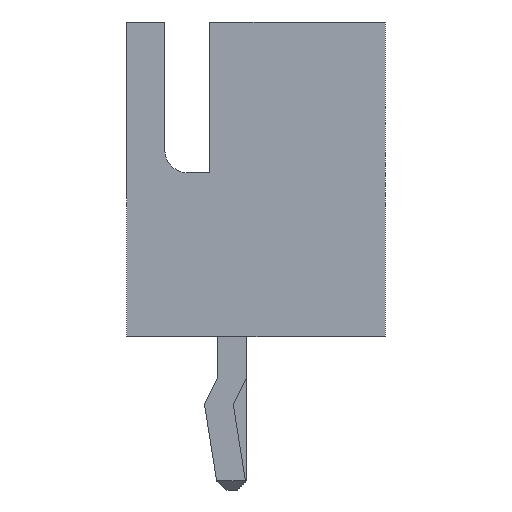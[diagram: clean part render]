
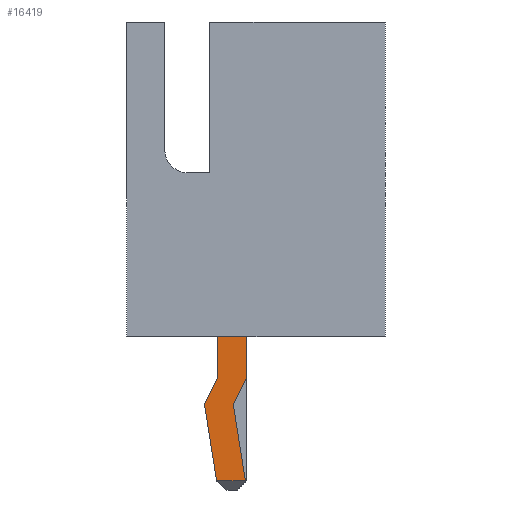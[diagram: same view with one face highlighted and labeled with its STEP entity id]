
A CAD part, left-side view. The second image highlights one B-rep face of the part: STEP entity #16419.
In plain terms, the highlighted planar face has unit normal (-1, 0, 0).
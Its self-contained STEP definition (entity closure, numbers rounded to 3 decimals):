
#5441 = PLANE('',#5442);
#5442 = AXIS2_PLACEMENT_3D('',#5443,#5444,#5445);
#5443 = CARTESIAN_POINT('',(0.75,0.5,0.3));
#5444 = DIRECTION('',(0.,0.,1.));
#5445 = DIRECTION('',(0.,-1.,0.));
#11286 = VERTEX_POINT('',#11287);
#11287 = CARTESIAN_POINT('',(-0.32,-0.32,0.3));
#11300 = PLANE('',#11301);
#11301 = AXIS2_PLACEMENT_3D('',#11302,#11303,#11304);
#11302 = CARTESIAN_POINT('',(0.32,-0.32,-0.9));
#11303 = DIRECTION('',(0.,1.,0.));
#11304 = DIRECTION('',(0.,0.,1.));
#11311 = EDGE_CURVE('',#11286,#11312,#11314,.T.);
#11312 = VERTEX_POINT('',#11313);
#11313 = CARTESIAN_POINT('',(-0.32,0.32,0.3));
#11314 = SURFACE_CURVE('',#11315,(#11319,#11325),.PCURVE_S1.);
#11315 = LINE('',#11316,#11317);
#11316 = CARTESIAN_POINT('',(-0.32,0.41,0.3));
#11317 = VECTOR('',#11318,1.);
#11318 = DIRECTION('',(0.,1.,0.));
#11319 = PCURVE('',#5441,#11320);
#11320 = DEFINITIONAL_REPRESENTATION('',(#11321),#11324);
#11321 = B_SPLINE_CURVE_WITH_KNOTS('',1,(#11322,#11323),.UNSPECIFIED.,
.F.,.F.,(2,2),(-0.824,0.19),.PIECEWISE_BEZIER_KNOTS.);
#11322 = CARTESIAN_POINT('',(0.914,-1.07));
#11323 = CARTESIAN_POINT('',(-0.1,-1.07));
#11324 = ( GEOMETRIC_REPRESENTATION_CONTEXT(2)
PARAMETRIC_REPRESENTATION_CONTEXT() REPRESENTATION_CONTEXT('2D SPACE',''
) );
#11325 = PCURVE('',#11326,#11331);
#11326 = PLANE('',#11327);
#11327 = AXIS2_PLACEMENT_3D('',#11328,#11329,#11330);
#11328 = CARTESIAN_POINT('',(-0.32,0.32,-3.4));
#11329 = DIRECTION('',(1.,0.,0.));
#11330 = DIRECTION('',(0.,0.,-1.));
#11331 = DEFINITIONAL_REPRESENTATION('',(#11332),#11335);
#11332 = B_SPLINE_CURVE_WITH_KNOTS('',1,(#11333,#11334),.UNSPECIFIED.,
.F.,.F.,(2,2),(-0.824,0.19),.PIECEWISE_BEZIER_KNOTS.);
#11333 = CARTESIAN_POINT('',(-3.7,-0.734));
#11334 = CARTESIAN_POINT('',(-3.7,0.28));
#11335 = ( GEOMETRIC_REPRESENTATION_CONTEXT(2)
PARAMETRIC_REPRESENTATION_CONTEXT() REPRESENTATION_CONTEXT('2D SPACE',''
) );
#11350 = PLANE('',#11351);
#11351 = AXIS2_PLACEMENT_3D('',#11352,#11353,#11354);
#11352 = CARTESIAN_POINT('',(0.32,0.32,6.5));
#11353 = DIRECTION('',(0.,-1.,0.));
#11354 = DIRECTION('',(0.,0.,-1.));
#16204 = PLANE('',#16205);
#16205 = AXIS2_PLACEMENT_3D('',#16206,#16207,#16208);
#16206 = CARTESIAN_POINT('',(0.32,-0.32,-3.4));
#16207 = DIRECTION('',(0.,0.988,
-0.156));
#16208 = DIRECTION('',(0.,0.156,0.988
));
#16260 = PLANE('',#16261);
#16261 = AXIS2_PLACEMENT_3D('',#16262,#16263,#16264);
#16262 = CARTESIAN_POINT('',(0.32,0.62,-1.5));
#16263 = DIRECTION('',(0.,-0.988,
0.156));
#16264 = DIRECTION('',(0.,-0.156,
-0.988));
#16288 = PLANE('',#16289);
#16289 = AXIS2_PLACEMENT_3D('',#16290,#16291,#16292);
#16290 = CARTESIAN_POINT('',(0.32,0.32,-0.9));
#16291 = DIRECTION('',(0.,-0.894,-0.447)
);
#16292 = DIRECTION('',(0.,0.447,-0.894));
#16359 = PLANE('',#16360);
#16360 = AXIS2_PLACEMENT_3D('',#16361,#16362,#16363);
#16361 = CARTESIAN_POINT('',(0.32,-0.02,-1.5));
#16362 = DIRECTION('',(0.,0.894,0.447));
#16363 = DIRECTION('',(0.,-0.447,0.894));
#16376 = EDGE_CURVE('',#11312,#16377,#16379,.T.);
#16377 = VERTEX_POINT('',#16378);
#16378 = CARTESIAN_POINT('',(-0.32,0.32,-0.9));
#16379 = SURFACE_CURVE('',#16380,(#16384,#16391),.PCURVE_S1.);
#16380 = LINE('',#16381,#16382);
#16381 = CARTESIAN_POINT('',(-0.32,0.32,6.5));
#16382 = VECTOR('',#16383,1.);
#16383 = DIRECTION('',(0.,0.,-1.));
#16384 = PCURVE('',#11350,#16385);
#16385 = DEFINITIONAL_REPRESENTATION('',(#16386),#16390);
#16386 = LINE('',#16387,#16388);
#16387 = CARTESIAN_POINT('',(0.,-0.64));
#16388 = VECTOR('',#16389,1.);
#16389 = DIRECTION('',(1.,0.));
#16390 = ( GEOMETRIC_REPRESENTATION_CONTEXT(2)
PARAMETRIC_REPRESENTATION_CONTEXT() REPRESENTATION_CONTEXT('2D SPACE',''
) );
#16391 = PCURVE('',#11326,#16392);
#16392 = DEFINITIONAL_REPRESENTATION('',(#16393),#16397);
#16393 = LINE('',#16394,#16395);
#16394 = CARTESIAN_POINT('',(-9.9,0.));
#16395 = VECTOR('',#16396,1.);
#16396 = DIRECTION('',(1.,0.));
#16397 = ( GEOMETRIC_REPRESENTATION_CONTEXT(2)
PARAMETRIC_REPRESENTATION_CONTEXT() REPRESENTATION_CONTEXT('2D SPACE',''
) );
#16419 = ADVANCED_FACE('',(#16420),#11326,.F.);
#16420 = FACE_BOUND('',#16421,.F.);
#16421 = EDGE_LOOP('',(#16422,#16447,#16475,#16498,#16519,#16520,#16521,
#16544));
#16422 = ORIENTED_EDGE('',*,*,#16423,.F.);
#16423 = EDGE_CURVE('',#16424,#16426,#16428,.T.);
#16424 = VERTEX_POINT('',#16425);
#16425 = CARTESIAN_POINT('',(-0.32,-0.288,-3.2));
#16426 = VERTEX_POINT('',#16427);
#16427 = CARTESIAN_POINT('',(-0.32,-0.02,-1.5));
#16428 = SURFACE_CURVE('',#16429,(#16433,#16440),.PCURVE_S1.);
#16429 = LINE('',#16430,#16431);
#16430 = CARTESIAN_POINT('',(-0.32,-0.32,-3.4));
#16431 = VECTOR('',#16432,1.);
#16432 = DIRECTION('',(0.,0.156,0.988
));
#16433 = PCURVE('',#11326,#16434);
#16434 = DEFINITIONAL_REPRESENTATION('',(#16435),#16439);
#16435 = LINE('',#16436,#16437);
#16436 = CARTESIAN_POINT('',(0.,-0.64));
#16437 = VECTOR('',#16438,1.);
#16438 = DIRECTION('',(-0.988,0.156));
#16439 = ( GEOMETRIC_REPRESENTATION_CONTEXT(2)
PARAMETRIC_REPRESENTATION_CONTEXT() REPRESENTATION_CONTEXT('2D SPACE',''
) );
#16440 = PCURVE('',#16204,#16441);
#16441 = DEFINITIONAL_REPRESENTATION('',(#16442),#16446);
#16442 = LINE('',#16443,#16444);
#16443 = CARTESIAN_POINT('',(0.,-0.64));
#16444 = VECTOR('',#16445,1.);
#16445 = DIRECTION('',(1.,0.));
#16446 = ( GEOMETRIC_REPRESENTATION_CONTEXT(2)
PARAMETRIC_REPRESENTATION_CONTEXT() REPRESENTATION_CONTEXT('2D SPACE',''
) );
#16447 = ORIENTED_EDGE('',*,*,#16448,.F.);
#16448 = EDGE_CURVE('',#16449,#16424,#16451,.T.);
#16449 = VERTEX_POINT('',#16450);
#16450 = CARTESIAN_POINT('',(-0.32,0.352,-3.2));
#16451 = SURFACE_CURVE('',#16452,(#16456,#16463),.PCURVE_S1.);
#16452 = LINE('',#16453,#16454);
#16453 = CARTESIAN_POINT('',(-0.32,0.32,-3.2));
#16454 = VECTOR('',#16455,1.);
#16455 = DIRECTION('',(0.,-1.,0.));
#16456 = PCURVE('',#11326,#16457);
#16457 = DEFINITIONAL_REPRESENTATION('',(#16458),#16462);
#16458 = LINE('',#16459,#16460);
#16459 = CARTESIAN_POINT('',(-0.2,0.));
#16460 = VECTOR('',#16461,1.);
#16461 = DIRECTION('',(0.,-1.));
#16462 = ( GEOMETRIC_REPRESENTATION_CONTEXT(2)
PARAMETRIC_REPRESENTATION_CONTEXT() REPRESENTATION_CONTEXT('2D SPACE',''
) );
#16463 = PCURVE('',#16464,#16469);
#16464 = PLANE('',#16465);
#16465 = AXIS2_PLACEMENT_3D('',#16466,#16467,#16468);
#16466 = CARTESIAN_POINT('',(-0.22,0.32,-3.3));
#16467 = DIRECTION('',(-0.707,0.,
-0.707));
#16468 = DIRECTION('',(0.,-1.,0.));
#16469 = DEFINITIONAL_REPRESENTATION('',(#16470),#16474);
#16470 = LINE('',#16471,#16472);
#16471 = CARTESIAN_POINT('',(0.,0.141));
#16472 = VECTOR('',#16473,1.);
#16473 = DIRECTION('',(1.,0.));
#16474 = ( GEOMETRIC_REPRESENTATION_CONTEXT(2)
PARAMETRIC_REPRESENTATION_CONTEXT() REPRESENTATION_CONTEXT('2D SPACE',''
) );
#16475 = ORIENTED_EDGE('',*,*,#16476,.F.);
#16476 = EDGE_CURVE('',#16477,#16449,#16479,.T.);
#16477 = VERTEX_POINT('',#16478);
#16478 = CARTESIAN_POINT('',(-0.32,0.62,-1.5));
#16479 = SURFACE_CURVE('',#16480,(#16484,#16491),.PCURVE_S1.);
#16480 = LINE('',#16481,#16482);
#16481 = CARTESIAN_POINT('',(-0.32,0.62,-1.5));
#16482 = VECTOR('',#16483,1.);
#16483 = DIRECTION('',(0.,-0.156,
-0.988));
#16484 = PCURVE('',#11326,#16485);
#16485 = DEFINITIONAL_REPRESENTATION('',(#16486),#16490);
#16486 = LINE('',#16487,#16488);
#16487 = CARTESIAN_POINT('',(-1.9,0.3));
#16488 = VECTOR('',#16489,1.);
#16489 = DIRECTION('',(0.988,-0.156));
#16490 = ( GEOMETRIC_REPRESENTATION_CONTEXT(2)
PARAMETRIC_REPRESENTATION_CONTEXT() REPRESENTATION_CONTEXT('2D SPACE',''
) );
#16491 = PCURVE('',#16260,#16492);
#16492 = DEFINITIONAL_REPRESENTATION('',(#16493),#16497);
#16493 = LINE('',#16494,#16495);
#16494 = CARTESIAN_POINT('',(0.,-0.64));
#16495 = VECTOR('',#16496,1.);
#16496 = DIRECTION('',(1.,0.));
#16497 = ( GEOMETRIC_REPRESENTATION_CONTEXT(2)
PARAMETRIC_REPRESENTATION_CONTEXT() REPRESENTATION_CONTEXT('2D SPACE',''
) );
#16498 = ORIENTED_EDGE('',*,*,#16499,.F.);
#16499 = EDGE_CURVE('',#16377,#16477,#16500,.T.);
#16500 = SURFACE_CURVE('',#16501,(#16505,#16512),.PCURVE_S1.);
#16501 = LINE('',#16502,#16503);
#16502 = CARTESIAN_POINT('',(-0.32,0.32,-0.9));
#16503 = VECTOR('',#16504,1.);
#16504 = DIRECTION('',(0.,0.447,-0.894));
#16505 = PCURVE('',#11326,#16506);
#16506 = DEFINITIONAL_REPRESENTATION('',(#16507),#16511);
#16507 = LINE('',#16508,#16509);
#16508 = CARTESIAN_POINT('',(-2.5,0.));
#16509 = VECTOR('',#16510,1.);
#16510 = DIRECTION('',(0.894,0.447));
#16511 = ( GEOMETRIC_REPRESENTATION_CONTEXT(2)
PARAMETRIC_REPRESENTATION_CONTEXT() REPRESENTATION_CONTEXT('2D SPACE',''
) );
#16512 = PCURVE('',#16288,#16513);
#16513 = DEFINITIONAL_REPRESENTATION('',(#16514),#16518);
#16514 = LINE('',#16515,#16516);
#16515 = CARTESIAN_POINT('',(0.,-0.64));
#16516 = VECTOR('',#16517,1.);
#16517 = DIRECTION('',(1.,0.));
#16518 = ( GEOMETRIC_REPRESENTATION_CONTEXT(2)
PARAMETRIC_REPRESENTATION_CONTEXT() REPRESENTATION_CONTEXT('2D SPACE',''
) );
#16519 = ORIENTED_EDGE('',*,*,#16376,.F.);
#16520 = ORIENTED_EDGE('',*,*,#11311,.F.);
#16521 = ORIENTED_EDGE('',*,*,#16522,.F.);
#16522 = EDGE_CURVE('',#16523,#11286,#16525,.T.);
#16523 = VERTEX_POINT('',#16524);
#16524 = CARTESIAN_POINT('',(-0.32,-0.32,-0.9));
#16525 = SURFACE_CURVE('',#16526,(#16530,#16537),.PCURVE_S1.);
#16526 = LINE('',#16527,#16528);
#16527 = CARTESIAN_POINT('',(-0.32,-0.32,-0.9));
#16528 = VECTOR('',#16529,1.);
#16529 = DIRECTION('',(0.,0.,1.));
#16530 = PCURVE('',#11326,#16531);
#16531 = DEFINITIONAL_REPRESENTATION('',(#16532),#16536);
#16532 = LINE('',#16533,#16534);
#16533 = CARTESIAN_POINT('',(-2.5,-0.64));
#16534 = VECTOR('',#16535,1.);
#16535 = DIRECTION('',(-1.,0.));
#16536 = ( GEOMETRIC_REPRESENTATION_CONTEXT(2)
PARAMETRIC_REPRESENTATION_CONTEXT() REPRESENTATION_CONTEXT('2D SPACE',''
) );
#16537 = PCURVE('',#11300,#16538);
#16538 = DEFINITIONAL_REPRESENTATION('',(#16539),#16543);
#16539 = LINE('',#16540,#16541);
#16540 = CARTESIAN_POINT('',(0.,-0.64));
#16541 = VECTOR('',#16542,1.);
#16542 = DIRECTION('',(1.,0.));
#16543 = ( GEOMETRIC_REPRESENTATION_CONTEXT(2)
PARAMETRIC_REPRESENTATION_CONTEXT() REPRESENTATION_CONTEXT('2D SPACE',''
) );
#16544 = ORIENTED_EDGE('',*,*,#16545,.F.);
#16545 = EDGE_CURVE('',#16426,#16523,#16546,.T.);
#16546 = SURFACE_CURVE('',#16547,(#16551,#16558),.PCURVE_S1.);
#16547 = LINE('',#16548,#16549);
#16548 = CARTESIAN_POINT('',(-0.32,-0.02,-1.5));
#16549 = VECTOR('',#16550,1.);
#16550 = DIRECTION('',(0.,-0.447,0.894));
#16551 = PCURVE('',#11326,#16552);
#16552 = DEFINITIONAL_REPRESENTATION('',(#16553),#16557);
#16553 = LINE('',#16554,#16555);
#16554 = CARTESIAN_POINT('',(-1.9,-0.34));
#16555 = VECTOR('',#16556,1.);
#16556 = DIRECTION('',(-0.894,-0.447));
#16557 = ( GEOMETRIC_REPRESENTATION_CONTEXT(2)
PARAMETRIC_REPRESENTATION_CONTEXT() REPRESENTATION_CONTEXT('2D SPACE',''
) );
#16558 = PCURVE('',#16359,#16559);
#16559 = DEFINITIONAL_REPRESENTATION('',(#16560),#16564);
#16560 = LINE('',#16561,#16562);
#16561 = CARTESIAN_POINT('',(0.,-0.64));
#16562 = VECTOR('',#16563,1.);
#16563 = DIRECTION('',(1.,0.));
#16564 = ( GEOMETRIC_REPRESENTATION_CONTEXT(2)
PARAMETRIC_REPRESENTATION_CONTEXT() REPRESENTATION_CONTEXT('2D SPACE',''
) );
